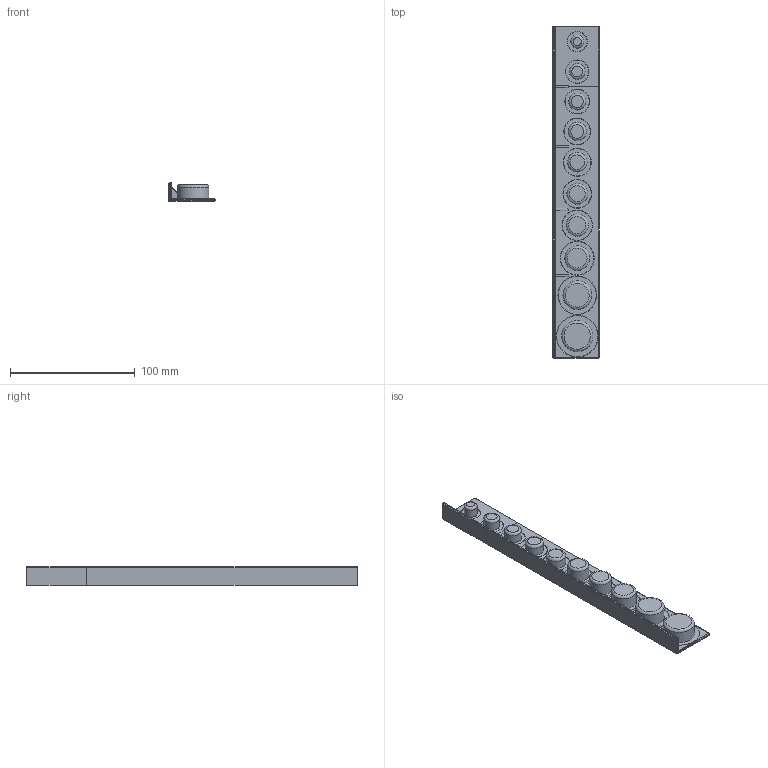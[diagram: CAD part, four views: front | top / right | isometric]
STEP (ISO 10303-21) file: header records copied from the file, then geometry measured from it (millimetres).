
FILE_DESCRIPTION(/* description */ (''),/* implementation_level */ '2;1');
FILE_NAME(/* name */ 'Socket Hanger R1.step',/* time_stamp */ '2025-12-28T11:12:33+02:00',/* author */ (''),/* organization */ (''),/* preprocessor_version */ 'ST-DEVELOPER v20.1',/* originating_system */ 'Autodesk Translation Framework v14.21.0.0',/* authorisation */ '');
FILE_SCHEMA (('AUTOMOTIVE_DESIGN { 1 0 10303 214 3 1 1 }'));
Length unit declared in the file: millimetre
Products named in the file (2): Socket Hanger R1; 10 mm, Push-Fit Peg v3
Assembly tree (1 placements, depth 2):
  Socket Hanger R1
    10 mm, Push-Fit Peg v3
Bounding box: 37 x 265.9 x 15 mm (x, y, z)
Volume: 50908.5 mm3; surface area: 33793.7 mm2
Topology: 2 solids, 2 shells, 151 faces, 327 edges, 200 vertices
Faces by surface type: cylinder 58, plane 49, torus 36, sphere 8
Full cylindrical faces by diameter (mm): 10.5 x1, 12.6 x1, 13.6 x1, 14.6 x1, 15.7 x1, 15.8 x1, 16.8 x1, 17.8 x1, 18.3 x1, 19.5 x1, 19.8 x1, 21 x1, 22 x1, 22.6 x1, 23 x1, 24 x1, 25 x1, 26.8 x1, 30.5 x1, 33 x1
Entity records: 4227 total; most frequent: DIRECTION 797, CARTESIAN_POINT 761, ORIENTED_EDGE 654, AXIS2_PLACEMENT_3D 332, EDGE_CURVE 327, VERTEX_POINT 200, EDGE_LOOP 171, CIRCLE 158
